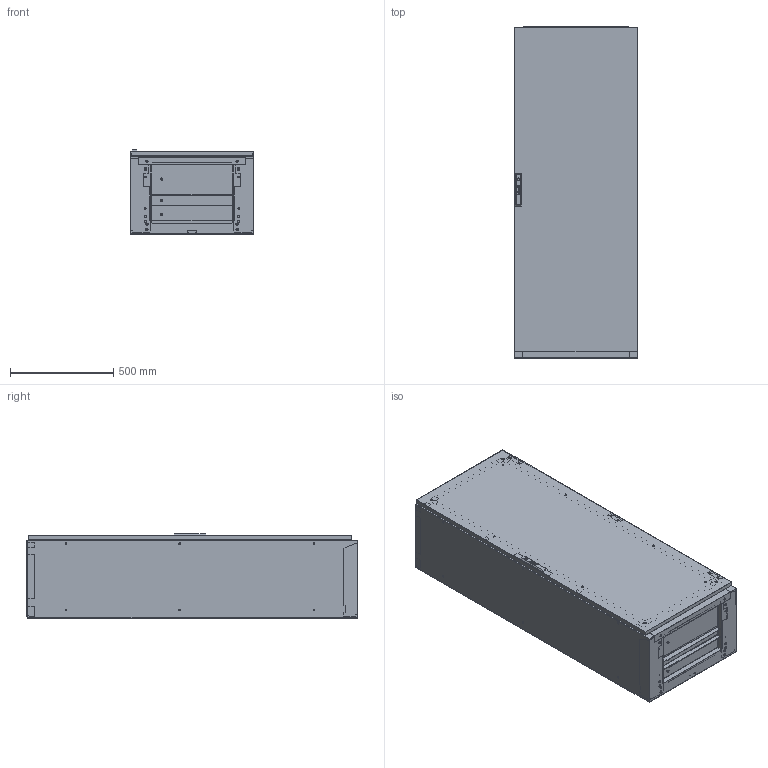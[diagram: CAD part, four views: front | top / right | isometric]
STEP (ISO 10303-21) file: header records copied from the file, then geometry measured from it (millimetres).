
FILE_DESCRIPTION (( 'STEP AP214' ), '1' );
FILE_NAME ('0390-6016-40-17.STEP', '2014-12-03T10:56:13', ( '' ), ( '' ), 'SwSTEP 2.0', 'SolidWorks 2014', '' );
FILE_SCHEMA (( 'AUTOMOTIVE_DESIGN' ));
Length unit declared in the file: millimetre
Products named in the file (19): Abwicklung kpl (Modell) B600H1600T400; Bodenplatte mitte 0395 f黵 0390 (Modell) B600; 0390-6016-40-17; Bodenplatte vorne 0395 f黵 0390 (Modell) B600; Tragschiene oben rechts (Modell) T400; Montageplatte kpl 0348 (Modell) B600H1600; Arretierwinkel kpl rechts (Modell) 600; Arretierwinkel kpl links (Modell) 600; Rasthalterung kpl rechts (Modell) 600; Rasthalterung kpl links (Modell) 600; Montageplatte 0348 (Modell) B600H1600; Tragschiene oben links (Modell) T400; Dachwinkel vorn-hinten (Modell) B600; Tragschiene unten links (Modell) T400; Dachplatte 0390 (Modell) B600T400; Bodenblech vorn-hinten (Modell) B600; Tuere 0395 (Modell) B600H1600; Bodenplatte hinten 0395 f黵 0390 (Modell) B600; Tragschiene unten rechts (Modell) T400
Assembly tree (18 placements, depth 3):
  0390-6016-40-17
    Abwicklung kpl (Modell) B600H1600T400
    Tragschiene unten rechts (Modell) T400
    Tuere 0395 (Modell) B600H1600
    Bodenblech vorn-hinten (Modell) B600
    Dachplatte 0390 (Modell) B600T400
    Tragschiene unten links (Modell) T400
    Dachwinkel vorn-hinten (Modell) B600
    Tragschiene oben links (Modell) T400
    Montageplatte kpl 0348 (Modell) B600H1600
      Montageplatte 0348 (Modell) B600H1600
      Rasthalterung kpl links (Modell) 600
      Rasthalterung kpl rechts (Modell) 600
      Arretierwinkel kpl links (Modell) 600
      Arretierwinkel kpl rechts (Modell) 600
    Tragschiene oben rechts (Modell) T400
    Bodenplatte vorne 0395 f黵 0390 (Modell) B600
    Bodenplatte mitte 0395 f黵 0390 (Modell) B600
    Bodenplatte hinten 0395 f黵 0390 (Modell) B600
Bounding box: 600 x 1606.5 x 407.5 mm (x, y, z)
Volume: 10759770.4 mm3; surface area: 11473555.5 mm2
Topology: 31 solids, 31 shells, 2479 faces, 6606 edges, 4377 vertices
Faces by surface type: plane 1327, cylinder 1098, cone 54
Entity records: 98411 total; most frequent: DIRECTION 13798, CARTESIAN_POINT 13745, ORIENTED_EDGE 13212, EDGE_CURVE 6606, AXIS2_PLACEMENT_3D 4766, VERTEX_POINT 4377, VECTOR 4266, LINE 4266
